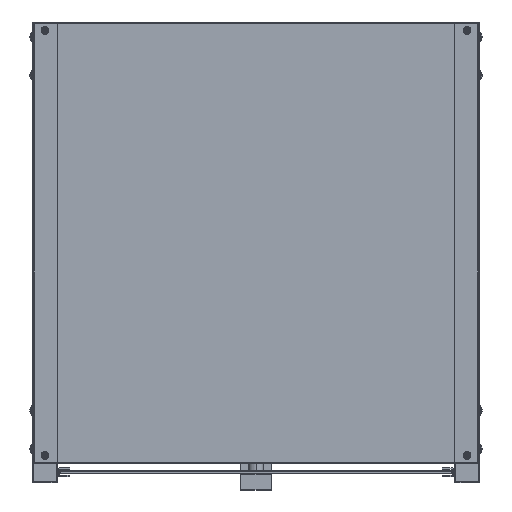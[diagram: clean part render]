
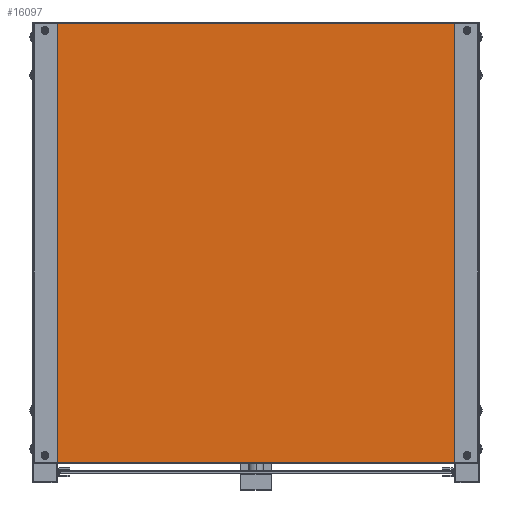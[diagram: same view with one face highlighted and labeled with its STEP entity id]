
A CAD part, left-side view. The second image highlights one B-rep face of the part: STEP entity #16097.
In plain terms, the highlighted face is planar.
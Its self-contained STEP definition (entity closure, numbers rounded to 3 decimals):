
#328 = DIRECTION ( 'NONE',  ( 0., 0., -1. ) ) ;
#853 = VERTEX_POINT ( 'NONE', #25291 ) ;
#3516 = LINE ( 'NONE', #16701, #34656 ) ;
#3615 = DIRECTION ( 'NONE',  ( 1., 0., 0. ) ) ;
#3794 = DIRECTION ( 'NONE',  ( 0., -1., 0. ) ) ;
#4121 = EDGE_CURVE ( 'NONE', #14924, #853, #15594, .T. ) ;
#4479 = CARTESIAN_POINT ( 'NONE',  ( 0., 0., 0. ) ) ;
#5656 = ORIENTED_EDGE ( 'NONE', *, *, #32008, .F. ) ;
#5984 = CIRCLE ( 'NONE', #54238, 1.7 ) ;
#6284 = AXIS2_PLACEMENT_3D ( 'NONE', #57313, #25757, #50771 ) ;
#7467 = CARTESIAN_POINT ( 'NONE',  ( 276.75, 0., -276.7 ) ) ;
#8442 = FACE_BOUND ( 'NONE', #58536, .T. ) ;
#8963 = DIRECTION ( 'NONE',  ( -1., 0., 0. ) ) ;
#10103 = CARTESIAN_POINT ( 'NONE',  ( 276.75, 0., 276.7 ) ) ;
#12549 = PLANE ( 'NONE',  #16455 ) ;
#12986 = DIRECTION ( 'NONE',  ( 0., -1., 0. ) ) ;
#13140 = DIRECTION ( 'NONE',  ( 0., -1., 0. ) ) ;
#13189 = DIRECTION ( 'NONE',  ( 0., -1., 0. ) ) ;
#13328 = EDGE_LOOP ( 'NONE', ( #19149, #24974 ) ) ;
#13782 = CIRCLE ( 'NONE', #22598, 1.7 ) ;
#14924 = VERTEX_POINT ( 'NONE', #17685 ) ;
#15040 = CARTESIAN_POINT ( 'NONE',  ( -276.75, 0., 273.3 ) ) ;
#15478 = CARTESIAN_POINT ( 'NONE',  ( 276.75, 0., 273.3 ) ) ;
#15594 = LINE ( 'NONE', #33759, #35841 ) ;
#16097 = ADVANCED_FACE ( 'NONE', ( #27088, #8442, #59829, #48127, #28635 ), #12549, .T. ) ;
#16223 = EDGE_CURVE ( 'NONE', #21160, #29878, #21578, .T. ) ;
#16455 = AXIS2_PLACEMENT_3D ( 'NONE', #4479, #13189, #28158 ) ;
#16701 = CARTESIAN_POINT ( 'NONE',  ( 286.75, 0., -290. ) ) ;
#17188 = CARTESIAN_POINT ( 'NONE',  ( -276.75, 0., 275. ) ) ;
#17685 = CARTESIAN_POINT ( 'NONE',  ( 286.75, 0., -290. ) ) ;
#18043 = ORIENTED_EDGE ( 'NONE', *, *, #19903, .F. ) ;
#18334 = LINE ( 'NONE', #26345, #61937 ) ;
#19149 = ORIENTED_EDGE ( 'NONE', *, *, #16223, .F. ) ;
#19744 = VERTEX_POINT ( 'NONE', #15040 ) ;
#19903 = EDGE_CURVE ( 'NONE', #853, #40624, #18334, .T. ) ;
#20546 = EDGE_LOOP ( 'NONE', ( #5656, #49064 ) ) ;
#21160 = VERTEX_POINT ( 'NONE', #7467 ) ;
#21578 = CIRCLE ( 'NONE', #29806, 1.7 ) ;
#21771 = EDGE_LOOP ( 'NONE', ( #18043, #53149, #59942, #44878 ) ) ;
#22085 = CARTESIAN_POINT ( 'NONE',  ( 276.75, 0., -275. ) ) ;
#22449 = CARTESIAN_POINT ( 'NONE',  ( -276.75, 0., -273.3 ) ) ;
#22598 = AXIS2_PLACEMENT_3D ( 'NONE', #17188, #52461, #41846 ) ;
#23216 = EDGE_CURVE ( 'NONE', #63361, #36465, #23427, .T. ) ;
#23427 = CIRCLE ( 'NONE', #52214, 1.7 ) ;
#24974 = ORIENTED_EDGE ( 'NONE', *, *, #53247, .F. ) ;
#25131 = VERTEX_POINT ( 'NONE', #22449 ) ;
#25291 = CARTESIAN_POINT ( 'NONE',  ( -286.75, 0., -290. ) ) ;
#25551 = CARTESIAN_POINT ( 'NONE',  ( -286.75, 0., 290. ) ) ;
#25757 = DIRECTION ( 'NONE',  ( 0., -1., 0. ) ) ;
#26345 = CARTESIAN_POINT ( 'NONE',  ( -286.75, 0., -290. ) ) ;
#26663 = AXIS2_PLACEMENT_3D ( 'NONE', #22085, #3794, #29884 ) ;
#26678 = EDGE_LOOP ( 'NONE', ( #43455, #64069 ) ) ;
#26909 = DIRECTION ( 'NONE',  ( 0., -1., 0. ) ) ;
#26979 = DIRECTION ( 'NONE',  ( 0., 0., 1. ) ) ;
#27088 = FACE_BOUND ( 'NONE', #26678, .T. ) ;
#28158 = DIRECTION ( 'NONE',  ( 0., 0., -1. ) ) ;
#28635 = FACE_OUTER_BOUND ( 'NONE', #21771, .T. ) ;
#28639 = DIRECTION ( 'NONE',  ( 0., 0., 1. ) ) ;
#29486 = DIRECTION ( 'NONE',  ( 0., -1., 0. ) ) ;
#29806 = AXIS2_PLACEMENT_3D ( 'NONE', #44294, #29486, #328 ) ;
#29878 = VERTEX_POINT ( 'NONE', #30076 ) ;
#29884 = DIRECTION ( 'NONE',  ( 0., 0., -1. ) ) ;
#30076 = CARTESIAN_POINT ( 'NONE',  ( 276.75, 0., -273.3 ) ) ;
#30682 = CARTESIAN_POINT ( 'NONE',  ( -276.75, 0., 276.7 ) ) ;
#31660 = AXIS2_PLACEMENT_3D ( 'NONE', #42185, #26909, #61727 ) ;
#31671 = CIRCLE ( 'NONE', #6284, 1.7 ) ;
#32008 = EDGE_CURVE ( 'NONE', #36465, #63361, #49835, .T. ) ;
#32995 = CARTESIAN_POINT ( 'NONE',  ( -276.75, 0., -275. ) ) ;
#33425 = DIRECTION ( 'NONE',  ( 0., 0., 1. ) ) ;
#33759 = CARTESIAN_POINT ( 'NONE',  ( 286.75, 0., -290. ) ) ;
#33848 = CARTESIAN_POINT ( 'NONE',  ( 286.75, 0., 290. ) ) ;
#33881 = EDGE_CURVE ( 'NONE', #64376, #25131, #5984, .T. ) ;
#34333 = EDGE_CURVE ( 'NONE', #45891, #19744, #13782, .T. ) ;
#34656 = VECTOR ( 'NONE', #60911, 1000. ) ;
#35236 = ORIENTED_EDGE ( 'NONE', *, *, #33881, .F. ) ;
#35841 = VECTOR ( 'NONE', #8963, 1000. ) ;
#36465 = VERTEX_POINT ( 'NONE', #15478 ) ;
#38458 = CARTESIAN_POINT ( 'NONE',  ( 276.75, 0., 275. ) ) ;
#40624 = VERTEX_POINT ( 'NONE', #25551 ) ;
#41846 = DIRECTION ( 'NONE',  ( 0., 0., -1. ) ) ;
#42185 = CARTESIAN_POINT ( 'NONE',  ( 276.75, 0., 275. ) ) ;
#42668 = ORIENTED_EDGE ( 'NONE', *, *, #49081, .F. ) ;
#42969 = CARTESIAN_POINT ( 'NONE',  ( -276.75, 0., -275. ) ) ;
#43087 = CARTESIAN_POINT ( 'NONE',  ( -276.75, 0., -276.7 ) ) ;
#43455 = ORIENTED_EDGE ( 'NONE', *, *, #63552, .F. ) ;
#44294 = CARTESIAN_POINT ( 'NONE',  ( 276.75, 0., -275. ) ) ;
#44878 = ORIENTED_EDGE ( 'NONE', *, *, #55645, .F. ) ;
#45891 = VERTEX_POINT ( 'NONE', #30682 ) ;
#46644 = CIRCLE ( 'NONE', #26663, 1.7 ) ;
#47520 = DIRECTION ( 'NONE',  ( 0., 0., 1. ) ) ;
#48127 = FACE_BOUND ( 'NONE', #13328, .T. ) ;
#48783 = CIRCLE ( 'NONE', #57409, 1.7 ) ;
#49064 = ORIENTED_EDGE ( 'NONE', *, *, #23216, .F. ) ;
#49081 = EDGE_CURVE ( 'NONE', #25131, #64376, #48783, .T. ) ;
#49230 = VERTEX_POINT ( 'NONE', #64091 ) ;
#49835 = CIRCLE ( 'NONE', #31660, 1.7 ) ;
#50771 = DIRECTION ( 'NONE',  ( 0., 0., -1. ) ) ;
#51992 = LINE ( 'NONE', #33848, #63665 ) ;
#52214 = AXIS2_PLACEMENT_3D ( 'NONE', #38458, #53705, #28639 ) ;
#52461 = DIRECTION ( 'NONE',  ( 0., -1., 0. ) ) ;
#53149 = ORIENTED_EDGE ( 'NONE', *, *, #4121, .F. ) ;
#53247 = EDGE_CURVE ( 'NONE', #29878, #21160, #46644, .T. ) ;
#53705 = DIRECTION ( 'NONE',  ( 0., -1., 0. ) ) ;
#54238 = AXIS2_PLACEMENT_3D ( 'NONE', #42969, #13140, #47520 ) ;
#55645 = EDGE_CURVE ( 'NONE', #40624, #49230, #51992, .T. ) ;
#57313 = CARTESIAN_POINT ( 'NONE',  ( -276.75, 0., 275. ) ) ;
#57409 = AXIS2_PLACEMENT_3D ( 'NONE', #32995, #12986, #33425 ) ;
#58536 = EDGE_LOOP ( 'NONE', ( #35236, #42668 ) ) ;
#59829 = FACE_BOUND ( 'NONE', #20546, .T. ) ;
#59942 = ORIENTED_EDGE ( 'NONE', *, *, #60151, .F. ) ;
#60151 = EDGE_CURVE ( 'NONE', #49230, #14924, #3516, .T. ) ;
#60911 = DIRECTION ( 'NONE',  ( 0., 0., -1. ) ) ;
#61727 = DIRECTION ( 'NONE',  ( 0., 0., 1. ) ) ;
#61937 = VECTOR ( 'NONE', #26979, 1000. ) ;
#63361 = VERTEX_POINT ( 'NONE', #10103 ) ;
#63552 = EDGE_CURVE ( 'NONE', #19744, #45891, #31671, .T. ) ;
#63665 = VECTOR ( 'NONE', #3615, 1000. ) ;
#64069 = ORIENTED_EDGE ( 'NONE', *, *, #34333, .F. ) ;
#64091 = CARTESIAN_POINT ( 'NONE',  ( 286.75, 0., 290. ) ) ;
#64376 = VERTEX_POINT ( 'NONE', #43087 ) ;
